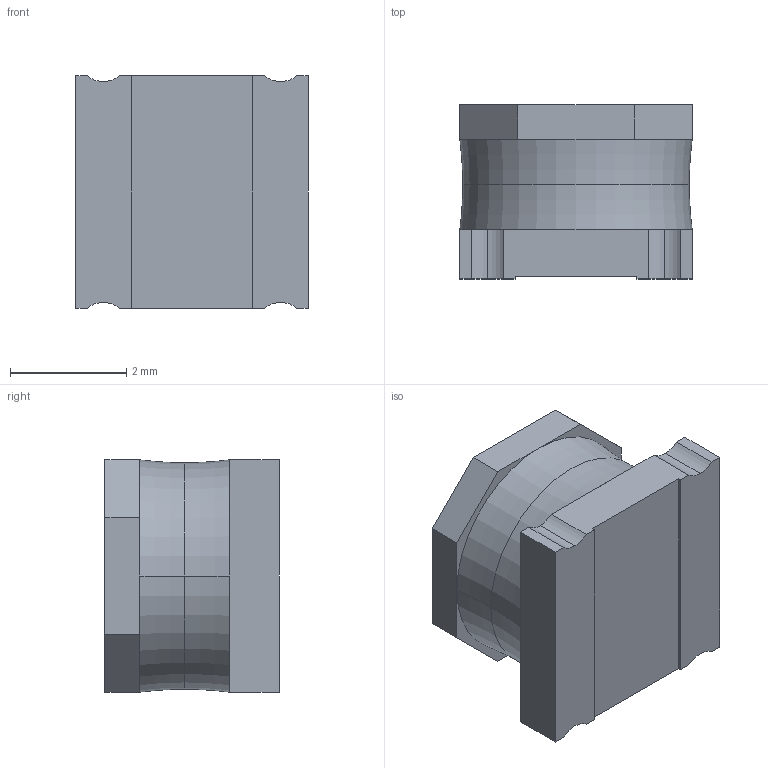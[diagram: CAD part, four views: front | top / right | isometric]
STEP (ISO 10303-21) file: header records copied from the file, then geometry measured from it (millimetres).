
FILE_DESCRIPTION (( 'STEP AP214' ), '1' );
FILE_NAME ('MPL-SE4030.STEP', '2020-05-21T21:38:29', ( '' ), ( '' ), 'SwSTEP 2.0', 'SolidWorks 2017', '' );
FILE_SCHEMA (( 'AUTOMOTIVE_DESIGN' ));
Length unit declared in the file: millimetre
Products named in the file (1): MPL-SE4030
Bounding box: 4 x 3 x 4 mm (x, y, z)
Volume: 40.3 mm3; surface area: 76.1 mm2
Topology: 1 solids, 1 shells, 127 faces, 334 edges, 218 vertices
Faces by surface type: plane 103, bspline 14, cylinder 6, torus 4
Entity records: 4800 total; most frequent: CARTESIAN_POINT 1702, ORIENTED_EDGE 668, DIRECTION 560, EDGE_CURVE 334, LINE 280, VECTOR 280, VERTEX_POINT 218, AXIS2_PLACEMENT_3D 140
